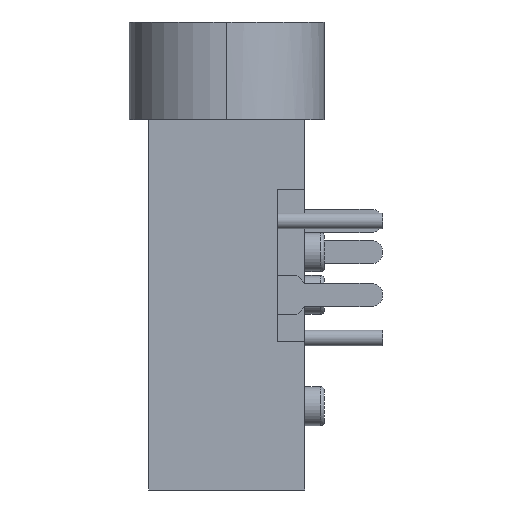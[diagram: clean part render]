
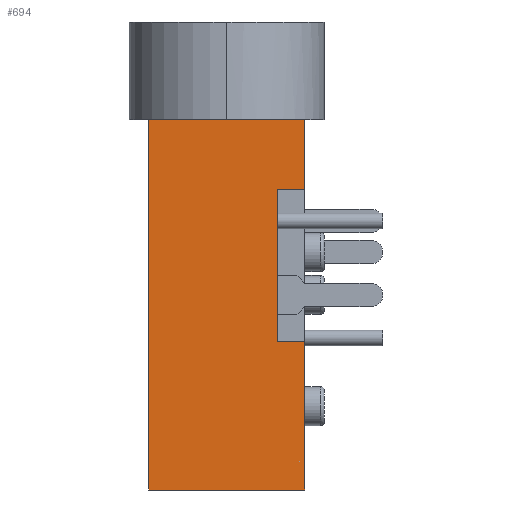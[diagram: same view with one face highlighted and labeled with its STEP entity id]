
A CAD part, left-side view. The second image highlights one B-rep face of the part: STEP entity #694.
In plain terms, the highlighted planar face has unit normal (-1, 0, 0).
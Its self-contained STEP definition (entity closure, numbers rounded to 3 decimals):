
#68 = VECTOR ( 'NONE', #1417, 1000. ) ;
#78 = VECTOR ( 'NONE', #647, 1000. ) ;
#79 = DIRECTION ( 'NONE',  ( 0., 0., 1. ) ) ;
#128 = VECTOR ( 'NONE', #4130, 1000. ) ;
#188 = VECTOR ( 'NONE', #79, 1000. ) ;
#227 = CARTESIAN_POINT ( 'NONE',  ( -5., -2., -4.75 ) ) ;
#290 = CARTESIAN_POINT ( 'NONE',  ( -5., -1.3, -0.95 ) ) ;
#355 = DIRECTION ( 'NONE',  ( 1., 0., 0. ) ) ;
#587 = EDGE_CURVE ( 'NONE', #2696, #1985, #1250, .T. ) ;
#626 = EDGE_CURVE ( 'NONE', #2696, #1948, #1997, .T. ) ;
#647 = DIRECTION ( 'NONE',  ( 0., 0., 1. ) ) ;
#665 = CARTESIAN_POINT ( 'NONE',  ( -5., -2., 4.75 ) ) ;
#694 = ADVANCED_FACE ( 'NONE', ( #3373 ), #3411, .F. ) ;
#706 = ORIENTED_EDGE ( 'NONE', *, *, #3873, .F. ) ;
#738 = LINE ( 'NONE', #2367, #1379 ) ;
#773 = CARTESIAN_POINT ( 'NONE',  ( -5., -1.3, -0.95 ) ) ;
#792 = CARTESIAN_POINT ( 'NONE',  ( -5., 2., -4.75 ) ) ;
#1077 = DIRECTION ( 'NONE',  ( 0., -1., 0. ) ) ;
#1097 = LINE ( 'NONE', #2776, #188 ) ;
#1107 = CARTESIAN_POINT ( 'NONE',  ( -5., -1.3, 2.95 ) ) ;
#1155 = ORIENTED_EDGE ( 'NONE', *, *, #587, .F. ) ;
#1250 = LINE ( 'NONE', #4105, #128 ) ;
#1379 = VECTOR ( 'NONE', #1679, 1000. ) ;
#1395 = EDGE_CURVE ( 'NONE', #1764, #3063, #738, .T. ) ;
#1408 = ORIENTED_EDGE ( 'NONE', *, *, #2091, .T. ) ;
#1417 = DIRECTION ( 'NONE',  ( 0., -1., 0. ) ) ;
#1494 = CARTESIAN_POINT ( 'NONE',  ( -5., -2., 4.75 ) ) ;
#1679 = DIRECTION ( 'NONE',  ( 0., 0., -1. ) ) ;
#1764 = VERTEX_POINT ( 'NONE', #2929 ) ;
#1772 = CARTESIAN_POINT ( 'NONE',  ( -5., -2., -0.95 ) ) ;
#1890 = LINE ( 'NONE', #773, #2109 ) ;
#1948 = VERTEX_POINT ( 'NONE', #227 ) ;
#1954 = EDGE_CURVE ( 'NONE', #1948, #3412, #2813, .T. ) ;
#1985 = VERTEX_POINT ( 'NONE', #4399 ) ;
#1997 = LINE ( 'NONE', #2424, #68 ) ;
#2069 = EDGE_CURVE ( 'NONE', #3063, #3412, #1890, .T. ) ;
#2079 = EDGE_LOOP ( 'NONE', ( #3745, #4007, #1408, #706, #1155, #3678, #4226, #2619 ) ) ;
#2091 = EDGE_CURVE ( 'NONE', #4364, #2838, #1097, .T. ) ;
#2109 = VECTOR ( 'NONE', #2130, 1000. ) ;
#2110 = CARTESIAN_POINT ( 'NONE',  ( -5., 2., 4.75 ) ) ;
#2130 = DIRECTION ( 'NONE',  ( 0., -1., 0. ) ) ;
#2142 = CARTESIAN_POINT ( 'NONE',  ( -5., -2., 2.95 ) ) ;
#2154 = DIRECTION ( 'NONE',  ( 0., -1., 0. ) ) ;
#2367 = CARTESIAN_POINT ( 'NONE',  ( -5., -1.3, 2.95 ) ) ;
#2424 = CARTESIAN_POINT ( 'NONE',  ( -5., 2., -4.75 ) ) ;
#2449 = DIRECTION ( 'NONE',  ( 0., 0., -1. ) ) ;
#2511 = LINE ( 'NONE', #1107, #3300 ) ;
#2619 = ORIENTED_EDGE ( 'NONE', *, *, #2069, .F. ) ;
#2696 = VERTEX_POINT ( 'NONE', #792 ) ;
#2731 = VECTOR ( 'NONE', #1077, 1000. ) ;
#2776 = CARTESIAN_POINT ( 'NONE',  ( -5., -2., 4.75 ) ) ;
#2813 = LINE ( 'NONE', #665, #78 ) ;
#2838 = VERTEX_POINT ( 'NONE', #1494 ) ;
#2841 = LINE ( 'NONE', #2110, #2731 ) ;
#2929 = CARTESIAN_POINT ( 'NONE',  ( -5., -1.3, 2.95 ) ) ;
#3063 = VERTEX_POINT ( 'NONE', #290 ) ;
#3300 = VECTOR ( 'NONE', #2154, 1000. ) ;
#3345 = EDGE_CURVE ( 'NONE', #1764, #4364, #2511, .T. ) ;
#3373 = FACE_OUTER_BOUND ( 'NONE', #2079, .T. ) ;
#3411 = PLANE ( 'NONE',  #3707 ) ;
#3412 = VERTEX_POINT ( 'NONE', #1772 ) ;
#3678 = ORIENTED_EDGE ( 'NONE', *, *, #626, .T. ) ;
#3707 = AXIS2_PLACEMENT_3D ( 'NONE', #3769, #355, #2449 ) ;
#3745 = ORIENTED_EDGE ( 'NONE', *, *, #1395, .F. ) ;
#3769 = CARTESIAN_POINT ( 'NONE',  ( -5., 2., 4.75 ) ) ;
#3873 = EDGE_CURVE ( 'NONE', #1985, #2838, #2841, .T. ) ;
#4007 = ORIENTED_EDGE ( 'NONE', *, *, #3345, .T. ) ;
#4105 = CARTESIAN_POINT ( 'NONE',  ( -5., 2., 4.75 ) ) ;
#4130 = DIRECTION ( 'NONE',  ( 0., 0., 1. ) ) ;
#4226 = ORIENTED_EDGE ( 'NONE', *, *, #1954, .T. ) ;
#4364 = VERTEX_POINT ( 'NONE', #2142 ) ;
#4399 = CARTESIAN_POINT ( 'NONE',  ( -5., 2., 4.75 ) ) ;
